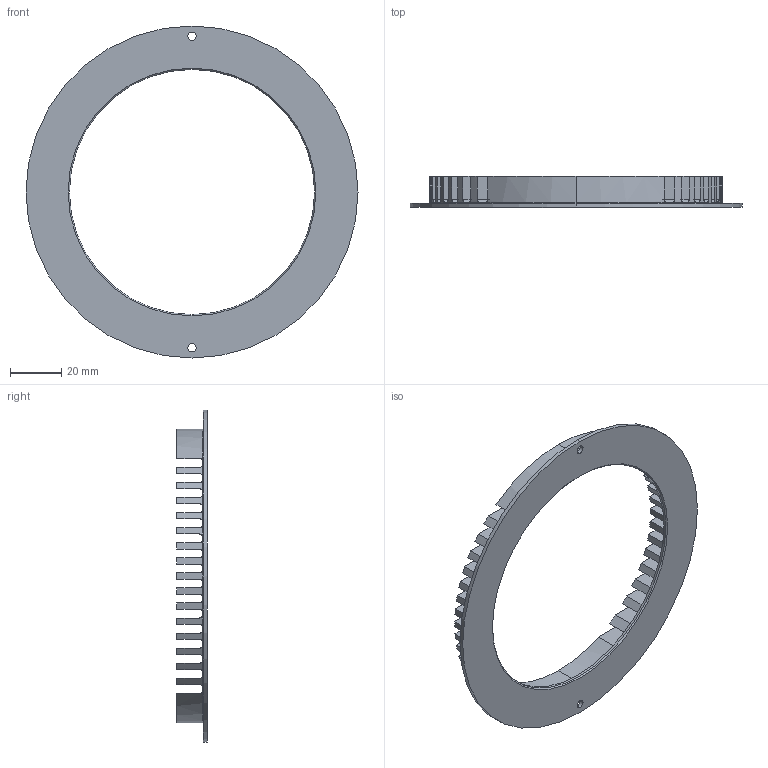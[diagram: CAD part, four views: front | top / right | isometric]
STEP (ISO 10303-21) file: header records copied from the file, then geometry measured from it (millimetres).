
FILE_DESCRIPTION (( 'STEP AP203' ), '1' );
FILE_NAME ('10P00422.STEP', '2023-01-18T14:13:41', ( '' ), ( '' ), 'SwSTEP 2.0', 'SolidWorks 2019', '' );
FILE_SCHEMA (( 'CONFIG_CONTROL_DESIGN' ));
Length unit declared in the file: millimetre
Products named in the file (1): 10P00422
Bounding box: 130 x 12 x 130 mm (x, y, z)
Volume: 23569.1 mm3; surface area: 22498.3 mm2
Topology: 1 solids, 1 shells, 221 faces, 644 edges, 424 vertices
Faces by surface type: plane 131, cylinder 80, cone 6, torus 4
Entity records: 8433 total; most frequent: CARTESIAN_POINT 2606, ORIENTED_EDGE 1280, DIRECTION 1126, EDGE_CURVE 640, VERTEX_POINT 424, AXIS2_PLACEMENT_3D 392, LINE 342, VECTOR 342
